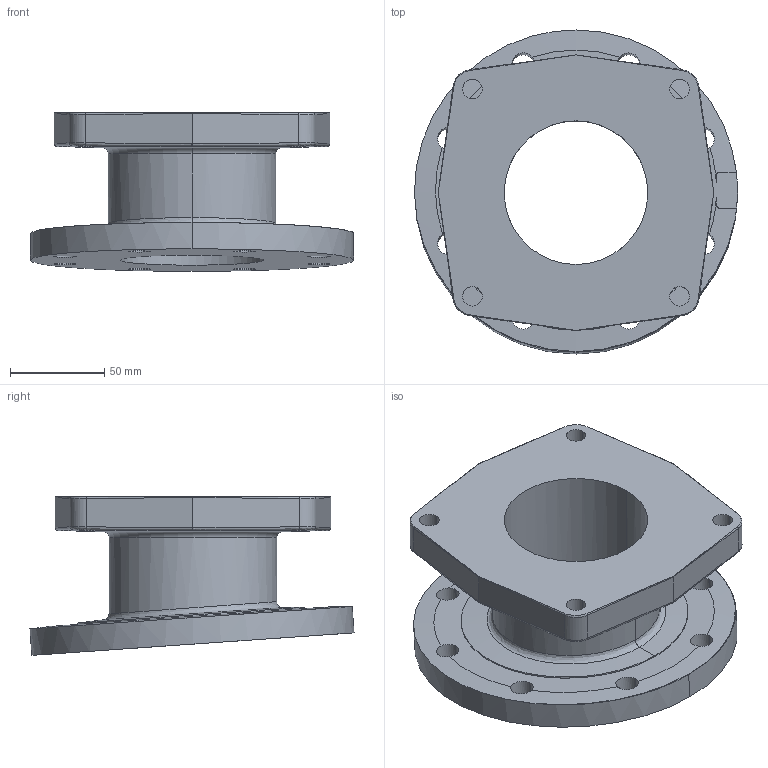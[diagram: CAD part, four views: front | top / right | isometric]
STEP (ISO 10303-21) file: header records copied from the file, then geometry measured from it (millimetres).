
FILE_DESCRIPTION((''),'2;1');
FILE_NAME('D20737_SW0001','2012-01-10T',('jhabe'),(''),'PRO/ENGINEER BY PARAMETRIC TECHNOLOGY CORPORATION, 2011310','PRO/ENGINEER BY PARAMETRIC TECHNOLOGY CORPORATION, 2011310','');
FILE_SCHEMA(('CONFIG_CONTROL_DESIGN'));
Length unit declared in the file: inch
Products named in the file (1): D20737_SW0001
Bounding box: 171.45 x 172.02 x 84.26 mm (x, y, z)
Surface area: 112971 mm2 (no closed solid volume)
Topology: 0 solids, 1 shells, 98 faces, 279 edges, 172 vertices
Faces by surface type: bspline 39, cylinder 38, plane 13, cone 5, torus 3
Entity records: 5356 total; most frequent: CARTESIAN_POINT 3070, ORIENTED_EDGE 544, DIRECTION 364, EDGE_CURVE 279, VERTEX_POINT 172, AXIS2_PLACEMENT_3D 155, B_SPLINE_CURVE_WITH_KNOTS 129, EDGE_LOOP 117
